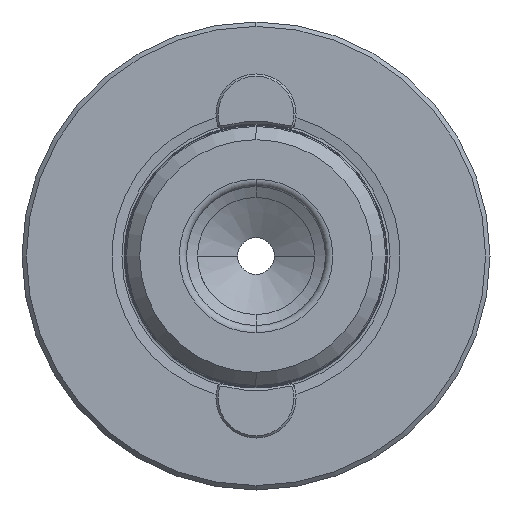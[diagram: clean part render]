
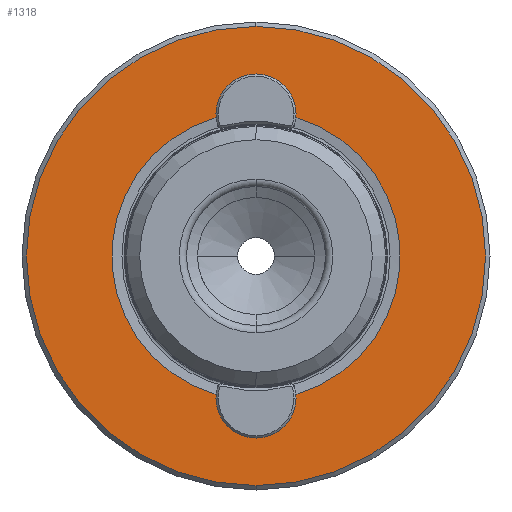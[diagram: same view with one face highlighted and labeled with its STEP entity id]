
A CAD part, left-side view. The second image highlights one B-rep face of the part: STEP entity #1318.
In plain terms, the highlighted planar face has unit normal (-1, 0, 0).
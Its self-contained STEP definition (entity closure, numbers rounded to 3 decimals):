
#2 = DIRECTION ( 'NONE',  ( 0., 0., 1. ) ) ;
#38 = CARTESIAN_POINT ( 'NONE',  ( 0., 0., 31.4 ) ) ;
#41 = DIRECTION ( 'NONE',  ( -1., 0., 0. ) ) ;
#134 = AXIS2_PLACEMENT_3D ( 'NONE', #2365, #752, #4739 ) ;
#165 = DIRECTION ( 'NONE',  ( -1., 0., 0. ) ) ;
#261 = EDGE_LOOP ( 'NONE', ( #4213, #3510 ) ) ;
#301 = CARTESIAN_POINT ( 'NONE',  ( 0., 0., 21.5 ) ) ;
#336 = ORIENTED_EDGE ( 'NONE', *, *, #4654, .F. ) ;
#394 = DIRECTION ( 'NONE',  ( -1., 0., 0. ) ) ;
#420 = CARTESIAN_POINT ( 'NONE',  ( 0., 0., -24.5 ) ) ;
#494 = VERTEX_POINT ( 'NONE', #1742 ) ;
#499 = DIRECTION ( 'NONE',  ( 0., 0., 1. ) ) ;
#503 = DIRECTION ( 'NONE',  ( 0., 0., 1. ) ) ;
#525 = PLANE ( 'NONE',  #1517 ) ;
#643 = CIRCLE ( 'NONE', #1139, 19.715 ) ;
#657 = DIRECTION ( 'NONE',  ( -1., 0., 0. ) ) ;
#752 = DIRECTION ( 'NONE',  ( -1., 0., 0. ) ) ;
#815 = VERTEX_POINT ( 'NONE', #1028 ) ;
#922 = DIRECTION ( 'NONE',  ( 0., 0., -1. ) ) ;
#1028 = CARTESIAN_POINT ( 'NONE',  ( 0., 2.305, -19.58 ) ) ;
#1139 = AXIS2_PLACEMENT_3D ( 'NONE', #4652, #2161, #499 ) ;
#1259 = CIRCLE ( 'NONE', #3962, 31.4 ) ;
#1273 = CIRCLE ( 'NONE', #2663, 3. ) ;
#1318 = ADVANCED_FACE ( 'NONE', ( #3814, #1325 ), #525, .F. ) ;
#1325 = FACE_OUTER_BOUND ( 'NONE', #261, .T. ) ;
#1440 = EDGE_CURVE ( 'NONE', #3489, #2824, #1259, .T. ) ;
#1517 = AXIS2_PLACEMENT_3D ( 'NONE', #1744, #3376, #922 ) ;
#1590 = DIRECTION ( 'NONE',  ( 0., 0., 1. ) ) ;
#1742 = CARTESIAN_POINT ( 'NONE',  ( 0., 0., 24.5 ) ) ;
#1744 = CARTESIAN_POINT ( 'NONE',  ( 0., 0., -19.715 ) ) ;
#1798 = DIRECTION ( 'NONE',  ( 0., 0., 1. ) ) ;
#1809 = EDGE_CURVE ( 'NONE', #815, #2873, #2044, .T. ) ;
#1901 = EDGE_CURVE ( 'NONE', #494, #3446, #1273, .T. ) ;
#1947 = CARTESIAN_POINT ( 'NONE',  ( 0., 0., -31.4 ) ) ;
#1951 = CIRCLE ( 'NONE', #3560, 3. ) ;
#2044 = CIRCLE ( 'NONE', #4912, 3. ) ;
#2102 = ORIENTED_EDGE ( 'NONE', *, *, #3809, .F. ) ;
#2161 = DIRECTION ( 'NONE',  ( -1., 0., 0. ) ) ;
#2263 = DIRECTION ( 'NONE',  ( -1., 0., 0. ) ) ;
#2280 = CARTESIAN_POINT ( 'NONE',  ( 0., 0., -21.5 ) ) ;
#2288 = CARTESIAN_POINT ( 'NONE',  ( 0., 0., 21.5 ) ) ;
#2365 = CARTESIAN_POINT ( 'NONE',  ( 0., 0., 0. ) ) ;
#2424 = CIRCLE ( 'NONE', #134, 19.715 ) ;
#2479 = AXIS2_PLACEMENT_3D ( 'NONE', #301, #3213, #1590 ) ;
#2487 = ORIENTED_EDGE ( 'NONE', *, *, #1809, .F. ) ;
#2632 = CARTESIAN_POINT ( 'NONE',  ( 0., 0., 0. ) ) ;
#2642 = EDGE_CURVE ( 'NONE', #3446, #815, #2424, .T. ) ;
#2663 = AXIS2_PLACEMENT_3D ( 'NONE', #2288, #2263, #2 ) ;
#2824 = VERTEX_POINT ( 'NONE', #38 ) ;
#2873 = VERTEX_POINT ( 'NONE', #420 ) ;
#2877 = CARTESIAN_POINT ( 'NONE',  ( 0., -2.305, 19.58 ) ) ;
#3029 = CIRCLE ( 'NONE', #4791, 31.4 ) ;
#3064 = DIRECTION ( 'NONE',  ( 0., 0., 1. ) ) ;
#3213 = DIRECTION ( 'NONE',  ( -1., 0., 0. ) ) ;
#3257 = DIRECTION ( 'NONE',  ( 0., 0., 1. ) ) ;
#3376 = DIRECTION ( 'NONE',  ( 1., 0., 0. ) ) ;
#3446 = VERTEX_POINT ( 'NONE', #5192 ) ;
#3479 = VERTEX_POINT ( 'NONE', #4275 ) ;
#3489 = VERTEX_POINT ( 'NONE', #1947 ) ;
#3510 = ORIENTED_EDGE ( 'NONE', *, *, #5110, .T. ) ;
#3560 = AXIS2_PLACEMENT_3D ( 'NONE', #4464, #394, #1798 ) ;
#3637 = ORIENTED_EDGE ( 'NONE', *, *, #1901, .F. ) ;
#3809 = EDGE_CURVE ( 'NONE', #3479, #4218, #643, .T. ) ;
#3814 = FACE_BOUND ( 'NONE', #5277, .T. ) ;
#3962 = AXIS2_PLACEMENT_3D ( 'NONE', #2632, #165, #3064 ) ;
#4213 = ORIENTED_EDGE ( 'NONE', *, *, #1440, .T. ) ;
#4218 = VERTEX_POINT ( 'NONE', #2877 ) ;
#4249 = CARTESIAN_POINT ( 'NONE',  ( 0., 0., 0. ) ) ;
#4275 = CARTESIAN_POINT ( 'NONE',  ( 0., -2.305, -19.58 ) ) ;
#4337 = ORIENTED_EDGE ( 'NONE', *, *, #4769, .F. ) ;
#4464 = CARTESIAN_POINT ( 'NONE',  ( 0., 0., -21.5 ) ) ;
#4520 = CIRCLE ( 'NONE', #2479, 3. ) ;
#4652 = CARTESIAN_POINT ( 'NONE',  ( 0., 0., 0. ) ) ;
#4654 = EDGE_CURVE ( 'NONE', #4218, #494, #4520, .T. ) ;
#4719 = ORIENTED_EDGE ( 'NONE', *, *, #2642, .F. ) ;
#4739 = DIRECTION ( 'NONE',  ( 0., 0., 1. ) ) ;
#4769 = EDGE_CURVE ( 'NONE', #2873, #3479, #1951, .T. ) ;
#4791 = AXIS2_PLACEMENT_3D ( 'NONE', #4249, #41, #503 ) ;
#4912 = AXIS2_PLACEMENT_3D ( 'NONE', #2280, #657, #3257 ) ;
#5110 = EDGE_CURVE ( 'NONE', #2824, #3489, #3029, .T. ) ;
#5192 = CARTESIAN_POINT ( 'NONE',  ( 0., 2.305, 19.58 ) ) ;
#5277 = EDGE_LOOP ( 'NONE', ( #4719, #3637, #336, #2102, #4337, #2487 ) ) ;
